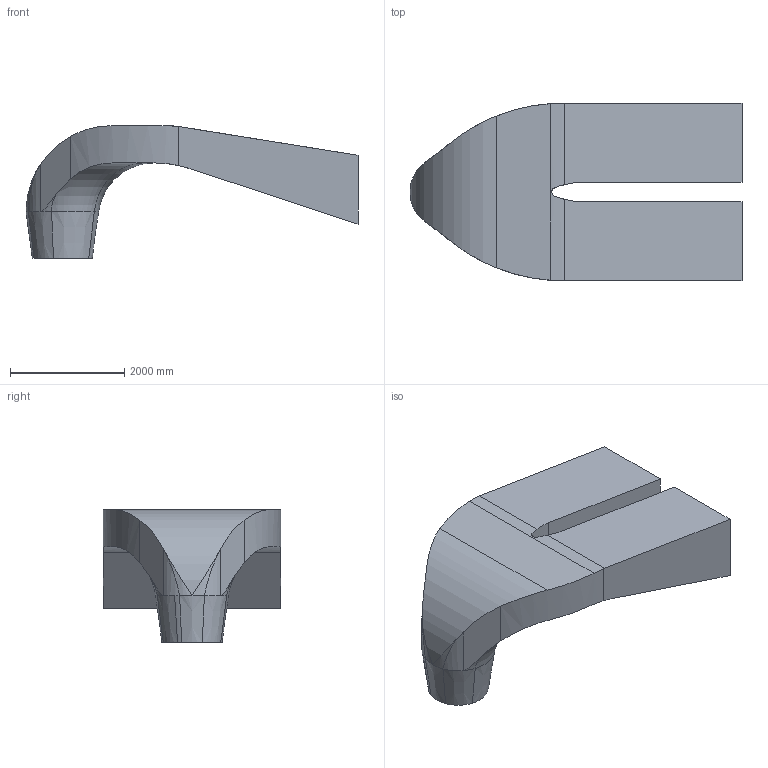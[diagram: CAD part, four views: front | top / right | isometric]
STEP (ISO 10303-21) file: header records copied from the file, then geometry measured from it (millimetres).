
FILE_DESCRIPTION(('CATIA V5 STEP Exchange'),'2;1');
FILE_NAME('DT.stp','2020-12-17T20:15:09+00:00',('none'),('none'),'CATIA Version 5 Release 19 SP 8 (IN-10)','CATIA V5 STEP AP203','none');
FILE_SCHEMA(('CONFIG_CONTROL_DESIGN'));
Length unit declared in the file: millimetre
Products named in the file (1): F267.01-5800().WP
Bounding box: 5808.79 x 3103.45 x 2321.55 mm (x, y, z)
Volume: 14020268280.5 mm3; surface area: 54065180.6 mm2
Topology: 1 solids, 1 shells, 38 faces, 97 edges, 61 vertices
Faces by surface type: plane 16, cylinder 12, cone 6, torus 4
Entity records: 1411 total; most frequent: CARTESIAN_POINT 553, ORIENTED_EDGE 194, DIRECTION 123, EDGE_CURVE 97, VERTEX_POINT 61, AXIS2_PLACEMENT_3D 56, VECTOR 40, LINE 40
